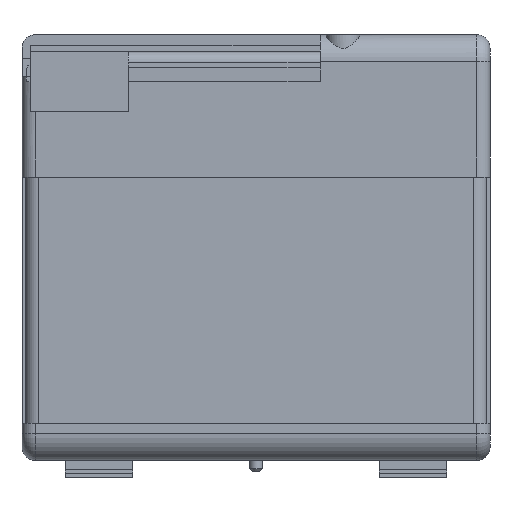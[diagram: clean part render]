
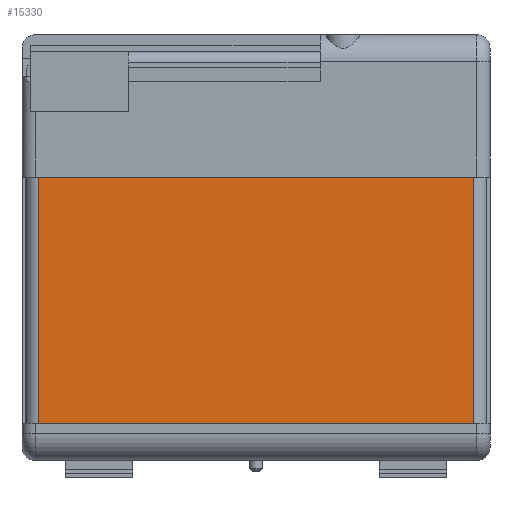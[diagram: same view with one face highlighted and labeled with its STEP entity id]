
A CAD part, front view. The second image highlights one B-rep face of the part: STEP entity #15330.
In plain terms, the highlighted planar face has unit normal (0, -1, 0).
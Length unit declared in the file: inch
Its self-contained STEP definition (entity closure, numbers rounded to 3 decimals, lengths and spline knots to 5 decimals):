
#117 = EDGE_LOOP ( 'NONE', ( #14076, #11586, #4576, #21560 ) ) ;
#829 = VERTEX_POINT ( 'NONE', #25405 ) ;
#2423 = VECTOR ( 'NONE', #26891, 39.37008 ) ;
#2516 = CARTESIAN_POINT ( 'NONE',  ( 2.02, -2.9225, 0.655 ) ) ;
#3352 = VECTOR ( 'NONE', #12798, 39.37008 ) ;
#3564 = DIRECTION ( 'NONE',  ( 0., -1., 0. ) ) ;
#3978 = VERTEX_POINT ( 'NONE', #16438 ) ;
#4576 = ORIENTED_EDGE ( 'NONE', *, *, #15701, .T. ) ;
#5313 = VERTEX_POINT ( 'NONE', #24270 ) ;
#5928 = PLANE ( 'NONE',  #20463 ) ;
#6203 = EDGE_CURVE ( 'NONE', #5313, #829, #12710, .T. ) ;
#6507 = VERTEX_POINT ( 'NONE', #2516 ) ;
#7036 = CARTESIAN_POINT ( 'NONE',  ( 2.02, -2.9225, 0.655 ) ) ;
#9094 = LINE ( 'NONE', #29328, #2423 ) ;
#11586 = ORIENTED_EDGE ( 'NONE', *, *, #25963, .F. ) ;
#12710 = LINE ( 'NONE', #27795, #3352 ) ;
#12755 = CARTESIAN_POINT ( 'NONE',  ( 2.02, -2.9225, 0.655 ) ) ;
#12798 = DIRECTION ( 'NONE',  ( -1., 0., 0. ) ) ;
#14076 = ORIENTED_EDGE ( 'NONE', *, *, #6203, .F. ) ;
#14185 = VECTOR ( 'NONE', #24574, 39.37008 ) ;
#15330 = ADVANCED_FACE ( 'NONE', ( #15800 ), #5928, .T. ) ;
#15701 = EDGE_CURVE ( 'NONE', #6507, #3978, #27475, .T. ) ;
#15800 = FACE_OUTER_BOUND ( 'NONE', #117, .T. ) ;
#16438 = CARTESIAN_POINT ( 'NONE',  ( -2.02, -2.9225, 0.655 ) ) ;
#18493 = CARTESIAN_POINT ( 'NONE',  ( 2.02, -2.9225, 0.655 ) ) ;
#20463 = AXIS2_PLACEMENT_3D ( 'NONE', #18493, #3564, #21020 ) ;
#21020 = DIRECTION ( 'NONE',  ( 1., 0., 0. ) ) ;
#21560 = ORIENTED_EDGE ( 'NONE', *, *, #24538, .T. ) ;
#24270 = CARTESIAN_POINT ( 'NONE',  ( 2.02, -2.9225, -1.63 ) ) ;
#24538 = EDGE_CURVE ( 'NONE', #3978, #829, #9094, .T. ) ;
#24574 = DIRECTION ( 'NONE',  ( -1., 0., 0. ) ) ;
#25361 = DIRECTION ( 'NONE',  ( 0., 0., -1. ) ) ;
#25405 = CARTESIAN_POINT ( 'NONE',  ( -2.02, -2.9225, -1.63 ) ) ;
#25963 = EDGE_CURVE ( 'NONE', #6507, #5313, #27048, .T. ) ;
#26270 = VECTOR ( 'NONE', #25361, 39.37008 ) ;
#26891 = DIRECTION ( 'NONE',  ( 0., 0., -1. ) ) ;
#27048 = LINE ( 'NONE', #12755, #26270 ) ;
#27475 = LINE ( 'NONE', #7036, #14185 ) ;
#27795 = CARTESIAN_POINT ( 'NONE',  ( 2.02, -2.9225, -1.63 ) ) ;
#29328 = CARTESIAN_POINT ( 'NONE',  ( -2.02, -2.9225, 0.655 ) ) ;
